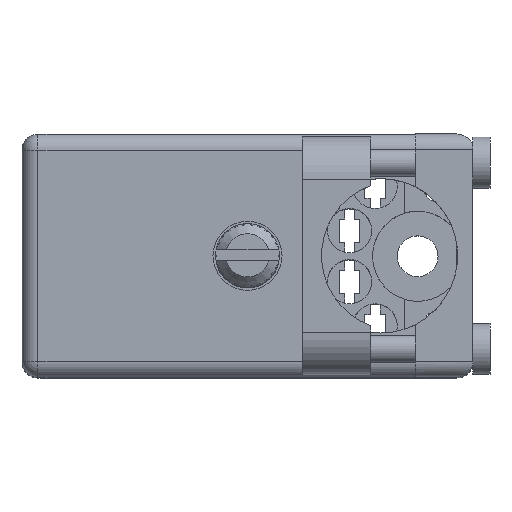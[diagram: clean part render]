
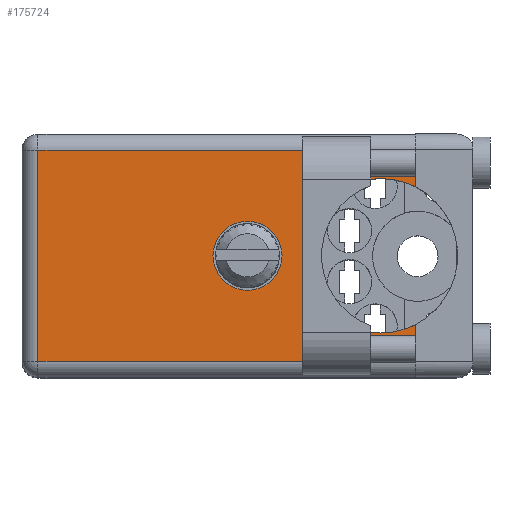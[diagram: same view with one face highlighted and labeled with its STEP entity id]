
A CAD part, top view. The second image highlights one B-rep face of the part: STEP entity #175724.
In plain terms, the highlighted face is planar.
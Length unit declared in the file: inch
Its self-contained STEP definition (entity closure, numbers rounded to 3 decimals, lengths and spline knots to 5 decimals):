
#711 = DIRECTION ( 'NONE',  ( 0., 0., 1. ) ) ;
#3386 = VERTEX_POINT ( 'NONE', #157161 ) ;
#5175 = AXIS2_PLACEMENT_3D ( 'NONE', #56854, #58052, #711 ) ;
#11337 = CARTESIAN_POINT ( 'NONE',  ( 0., 0.906, -0.668 ) ) ;
#15305 = EDGE_CURVE ( 'NONE', #126478, #163145, #121187, .T. ) ;
#18725 = ORIENTED_EDGE ( 'NONE', *, *, #167799, .F. ) ;
#19238 = DIRECTION ( 'NONE',  ( 0., 0., 1. ) ) ;
#20341 = EDGE_CURVE ( 'NONE', #3386, #126478, #82641, .T. ) ;
#21886 = AXIS2_PLACEMENT_3D ( 'NONE', #46637, #76914, #117977 ) ;
#22012 = AXIS2_PLACEMENT_3D ( 'NONE', #61492, #147146, #19238 ) ;
#24182 = DIRECTION ( 'NONE',  ( 0., 0., 1. ) ) ;
#25684 = CARTESIAN_POINT ( 'NONE',  ( 1.155, 0.906, 0. ) ) ;
#29046 = PLANE ( 'NONE',  #5175 ) ;
#29535 = DIRECTION ( 'NONE',  ( 0., 0., 1. ) ) ;
#30239 = DIRECTION ( 'NONE',  ( -1., 0., 0. ) ) ;
#31861 = VERTEX_POINT ( 'NONE', #89135 ) ;
#34189 = AXIS2_PLACEMENT_3D ( 'NONE', #112678, #141552, #55243 ) ;
#35055 = VECTOR ( 'NONE', #30239, 39.37008 ) ;
#35630 = VERTEX_POINT ( 'NONE', #98028 ) ;
#36896 = CARTESIAN_POINT ( 'NONE',  ( 1.053, 0.906, -0.5845 ) ) ;
#40682 = LINE ( 'NONE', #104776, #146603 ) ;
#43417 = CARTESIAN_POINT ( 'NONE',  ( 0.6625, 0.906, -0.3575 ) ) ;
#44523 = VERTEX_POINT ( 'NONE', #182395 ) ;
#46637 = CARTESIAN_POINT ( 'NONE',  ( 1.053, 0.906, -0.3575 ) ) ;
#48223 = VECTOR ( 'NONE', #155438, 39.37008 ) ;
#49212 = EDGE_CURVE ( 'NONE', #163145, #44523, #143803, .T. ) ;
#49457 = EDGE_CURVE ( 'NONE', #31861, #63933, #181964, .T. ) ;
#52192 = LINE ( 'NONE', #153328, #173936 ) ;
#55243 = DIRECTION ( 'NONE',  ( 0., 0., 1. ) ) ;
#56854 = CARTESIAN_POINT ( 'NONE',  ( 0., 0.906, -0.715 ) ) ;
#56874 = AXIS2_PLACEMENT_3D ( 'NONE', #77795, #93546, #165254 ) ;
#58052 = DIRECTION ( 'NONE',  ( 0., 1., 0. ) ) ;
#59418 = ORIENTED_EDGE ( 'NONE', *, *, #49212, .F. ) ;
#59977 = FACE_BOUND ( 'NONE', #116620, .T. ) ;
#60851 = CARTESIAN_POINT ( 'NONE',  ( 1.155, 0.906, -0.668 ) ) ;
#61492 = CARTESIAN_POINT ( 'NONE',  ( 0.6625, 0.906, -0.3575 ) ) ;
#63933 = VERTEX_POINT ( 'NONE', #128404 ) ;
#72207 = EDGE_CURVE ( 'NONE', #81653, #3386, #138623, .T. ) ;
#76914 = DIRECTION ( 'NONE',  ( 0., 1., 0. ) ) ;
#77795 = CARTESIAN_POINT ( 'NONE',  ( 1.053, 0.906, -0.3575 ) ) ;
#81653 = VERTEX_POINT ( 'NONE', #60851 ) ;
#82641 = CIRCLE ( 'NONE', #56874, 0.227 ) ;
#84352 = ORIENTED_EDGE ( 'NONE', *, *, #72207, .F. ) ;
#89135 = CARTESIAN_POINT ( 'NONE',  ( 0.6625, 0.906, -0.459 ) ) ;
#93546 = DIRECTION ( 'NONE',  ( 0., 1., 0. ) ) ;
#93776 = EDGE_CURVE ( 'NONE', #143099, #35630, #40682, .T. ) ;
#97103 = ORIENTED_EDGE ( 'NONE', *, *, #49457, .F. ) ;
#97921 = ORIENTED_EDGE ( 'NONE', *, *, #116744, .T. ) ;
#98028 = CARTESIAN_POINT ( 'NONE',  ( 1.155, 0.906, -0.047 ) ) ;
#102078 = DIRECTION ( 'NONE',  ( 0., 1., 0. ) ) ;
#102800 = EDGE_CURVE ( 'NONE', #44523, #35630, #143001, .T. ) ;
#104776 = CARTESIAN_POINT ( 'NONE',  ( 1.155, 0.906, -0.047 ) ) ;
#111156 = EDGE_LOOP ( 'NONE', ( #84352, #97921, #139556, #121789, #179615, #59418, #118268, #173234 ) ) ;
#111880 = LINE ( 'NONE', #11337, #35055 ) ;
#112678 = CARTESIAN_POINT ( 'NONE',  ( 1.053, 0.906, -0.3575 ) ) ;
#116620 = EDGE_LOOP ( 'NONE', ( #18725, #97103 ) ) ;
#116744 = EDGE_CURVE ( 'NONE', #81653, #149663, #111880, .T. ) ;
#117977 = DIRECTION ( 'NONE',  ( 0., 0., 1. ) ) ;
#118268 = ORIENTED_EDGE ( 'NONE', *, *, #15305, .F. ) ;
#118595 = AXIS2_PLACEMENT_3D ( 'NONE', #43417, #102078, #29535 ) ;
#121187 = CIRCLE ( 'NONE', #34189, 0.227 ) ;
#121789 = ORIENTED_EDGE ( 'NONE', *, *, #93776, .T. ) ;
#124034 = DIRECTION ( 'NONE',  ( 1., 0., 0. ) ) ;
#126478 = VERTEX_POINT ( 'NONE', #36896 ) ;
#128404 = CARTESIAN_POINT ( 'NONE',  ( 0.6625, 0.906, -0.256 ) ) ;
#134461 = FACE_OUTER_BOUND ( 'NONE', #111156, .T. ) ;
#138623 = LINE ( 'NONE', #141068, #181333 ) ;
#139556 = ORIENTED_EDGE ( 'NONE', *, *, #166591, .T. ) ;
#141068 = CARTESIAN_POINT ( 'NONE',  ( 1.155, 0.906, 0. ) ) ;
#141552 = DIRECTION ( 'NONE',  ( 0., 1., 0. ) ) ;
#143001 = LINE ( 'NONE', #25684, #48223 ) ;
#143099 = VERTEX_POINT ( 'NONE', #173119 ) ;
#143803 = CIRCLE ( 'NONE', #21886, 0.227 ) ;
#146603 = VECTOR ( 'NONE', #124034, 39.37008 ) ;
#147146 = DIRECTION ( 'NONE',  ( 0., 1., 0. ) ) ;
#149663 = VERTEX_POINT ( 'NONE', #154941 ) ;
#153328 = CARTESIAN_POINT ( 'NONE',  ( 0.047, 0.906, -0.715 ) ) ;
#154941 = CARTESIAN_POINT ( 'NONE',  ( 0.047, 0.906, -0.668 ) ) ;
#155438 = DIRECTION ( 'NONE',  ( 0., 0., 1. ) ) ;
#157161 = CARTESIAN_POINT ( 'NONE',  ( 1.155, 0.906, -0.56029 ) ) ;
#163145 = VERTEX_POINT ( 'NONE', #183321 ) ;
#164775 = CIRCLE ( 'NONE', #22012, 0.1015 ) ;
#165254 = DIRECTION ( 'NONE',  ( 0., 0., 1. ) ) ;
#166591 = EDGE_CURVE ( 'NONE', #149663, #143099, #52192, .T. ) ;
#167799 = EDGE_CURVE ( 'NONE', #63933, #31861, #164775, .T. ) ;
#173119 = CARTESIAN_POINT ( 'NONE',  ( 0.047, 0.906, -0.047 ) ) ;
#173234 = ORIENTED_EDGE ( 'NONE', *, *, #20341, .F. ) ;
#173936 = VECTOR ( 'NONE', #24182, 39.37008 ) ;
#175724 = ADVANCED_FACE ( 'NONE', ( #134461, #59977 ), #29046, .T. ) ;
#179615 = ORIENTED_EDGE ( 'NONE', *, *, #102800, .F. ) ;
#181333 = VECTOR ( 'NONE', #181883, 39.37008 ) ;
#181883 = DIRECTION ( 'NONE',  ( 0., 0., 1. ) ) ;
#181964 = CIRCLE ( 'NONE', #118595, 0.1015 ) ;
#182395 = CARTESIAN_POINT ( 'NONE',  ( 1.155, 0.906, -0.15471 ) ) ;
#183321 = CARTESIAN_POINT ( 'NONE',  ( 1.053, 0.906, -0.1305 ) ) ;
